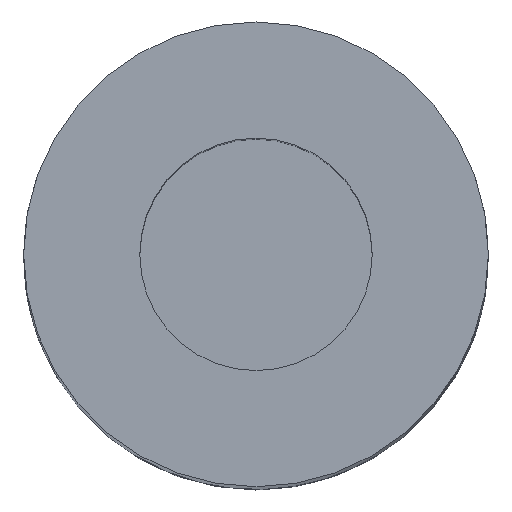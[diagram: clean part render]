
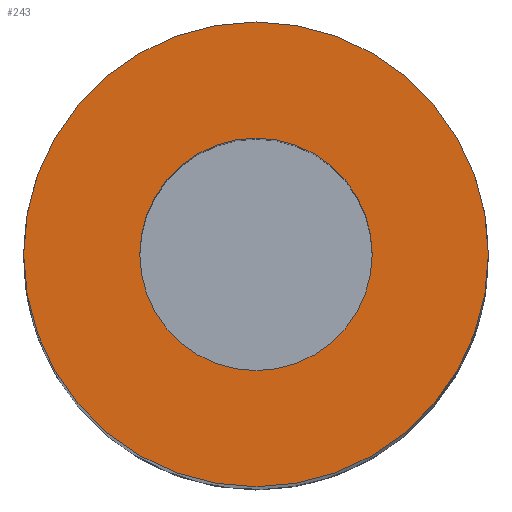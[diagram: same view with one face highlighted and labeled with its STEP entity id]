
A CAD part, top view. The second image highlights one B-rep face of the part: STEP entity #243.
In plain terms, the highlighted planar face has unit normal (0, 0, 1).
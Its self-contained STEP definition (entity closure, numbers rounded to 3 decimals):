
#12 = ORIENTED_EDGE ( 'NONE', *, *, #73, .F. ) ;
#17 = VERTEX_POINT ( 'NONE', #20 ) ;
#20 = CARTESIAN_POINT ( 'NONE',  ( 10., 0., 80. ) ) ;
#27 = CIRCLE ( 'NONE', #678, 10. ) ;
#30 = DIRECTION ( 'NONE',  ( 0., 0., 1. ) ) ;
#53 = VERTEX_POINT ( 'NONE', #254 ) ;
#57 = EDGE_LOOP ( 'NONE', ( #660, #12 ) ) ;
#63 = EDGE_CURVE ( 'NONE', #17, #53, #27, .T. ) ;
#73 = EDGE_CURVE ( 'NONE', #281, #299, #316, .T. ) ;
#79 = ORIENTED_EDGE ( 'NONE', *, *, #542, .T. ) ;
#80 = DIRECTION ( 'NONE',  ( 1., 0., 0. ) ) ;
#84 = AXIS2_PLACEMENT_3D ( 'NONE', #612, #196, #454 ) ;
#105 = DIRECTION ( 'NONE',  ( 1., 0., 0. ) ) ;
#111 = AXIS2_PLACEMENT_3D ( 'NONE', #471, #156, #105 ) ;
#135 = CARTESIAN_POINT ( 'NONE',  ( 0., 0., 80. ) ) ;
#152 = DIRECTION ( 'NONE',  ( 0., 0., 1. ) ) ;
#156 = DIRECTION ( 'NONE',  ( 0., 0., 1. ) ) ;
#166 = CARTESIAN_POINT ( 'NONE',  ( 0., 0., 80. ) ) ;
#196 = DIRECTION ( 'NONE',  ( 0., 0., 1. ) ) ;
#217 = FACE_BOUND ( 'NONE', #57, .T. ) ;
#243 = ADVANCED_FACE ( 'NONE', ( #217, #435 ), #483, .T. ) ;
#254 = CARTESIAN_POINT ( 'NONE',  ( -10., 0., 80. ) ) ;
#281 = VERTEX_POINT ( 'NONE', #307 ) ;
#299 = VERTEX_POINT ( 'NONE', #347 ) ;
#307 = CARTESIAN_POINT ( 'NONE',  ( -5., 0., 80. ) ) ;
#309 = CIRCLE ( 'NONE', #111, 5. ) ;
#316 = CIRCLE ( 'NONE', #84, 5. ) ;
#347 = CARTESIAN_POINT ( 'NONE',  ( 5., 0., 80. ) ) ;
#360 = DIRECTION ( 'NONE',  ( 1., 0., 0. ) ) ;
#401 = EDGE_CURVE ( 'NONE', #299, #281, #309, .T. ) ;
#411 = DIRECTION ( 'NONE',  ( 0., 0., 1. ) ) ;
#435 = FACE_OUTER_BOUND ( 'NONE', #665, .T. ) ;
#454 = DIRECTION ( 'NONE',  ( 1., 0., 0. ) ) ;
#466 = CIRCLE ( 'NONE', #491, 10. ) ;
#471 = CARTESIAN_POINT ( 'NONE',  ( 0., 0., 80. ) ) ;
#483 = PLANE ( 'NONE',  #680 ) ;
#491 = AXIS2_PLACEMENT_3D ( 'NONE', #521, #152, #681 ) ;
#521 = CARTESIAN_POINT ( 'NONE',  ( 0., 0., 80. ) ) ;
#542 = EDGE_CURVE ( 'NONE', #53, #17, #466, .T. ) ;
#612 = CARTESIAN_POINT ( 'NONE',  ( 0., 0., 80. ) ) ;
#660 = ORIENTED_EDGE ( 'NONE', *, *, #401, .F. ) ;
#665 = EDGE_LOOP ( 'NONE', ( #79, #683 ) ) ;
#678 = AXIS2_PLACEMENT_3D ( 'NONE', #135, #411, #80 ) ;
#680 = AXIS2_PLACEMENT_3D ( 'NONE', #166, #30, #360 ) ;
#681 = DIRECTION ( 'NONE',  ( 1., 0., 0. ) ) ;
#683 = ORIENTED_EDGE ( 'NONE', *, *, #63, .T. ) ;
